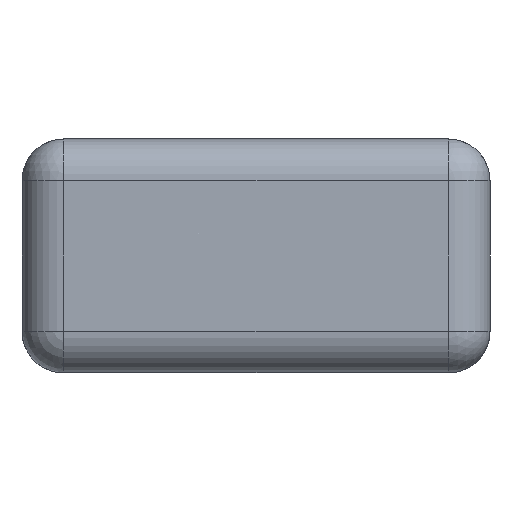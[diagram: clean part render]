
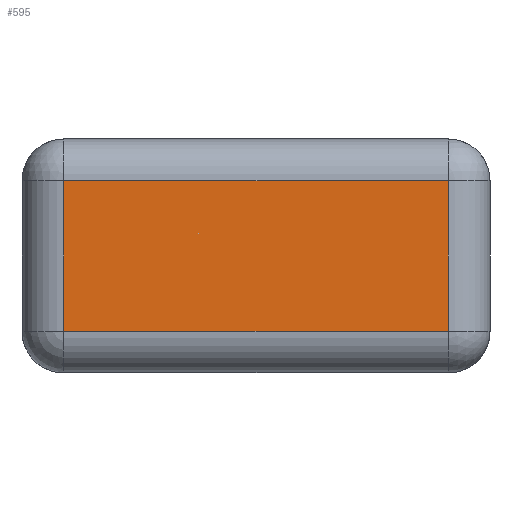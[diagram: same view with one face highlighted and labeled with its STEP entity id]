
A CAD part, front view. The second image highlights one B-rep face of the part: STEP entity #595.
In plain terms, the highlighted planar face has unit normal (0, -1, 0).
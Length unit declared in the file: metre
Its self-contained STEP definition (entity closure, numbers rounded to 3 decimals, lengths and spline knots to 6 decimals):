
#37=LINE('',#983,#79);
#38=LINE('',#986,#80);
#39=LINE('',#988,#81);
#40=LINE('',#990,#82);
#79=VECTOR('',#779,1.);
#80=VECTOR('',#780,1.);
#81=VECTOR('',#781,1.);
#82=VECTOR('',#782,1.);
#116=PLANE('',#662);
#154=ORIENTED_EDGE('',*,*,#310,.T.);
#155=ORIENTED_EDGE('',*,*,#311,.T.);
#156=ORIENTED_EDGE('',*,*,#312,.T.);
#157=ORIENTED_EDGE('',*,*,#313,.T.);
#310=EDGE_CURVE('',#389,#390,#37,.T.);
#311=EDGE_CURVE('',#390,#391,#38,.F.);
#312=EDGE_CURVE('',#391,#392,#39,.F.);
#313=EDGE_CURVE('',#392,#389,#40,.T.);
#389=VERTEX_POINT('',#984);
#390=VERTEX_POINT('',#985);
#391=VERTEX_POINT('',#987);
#392=VERTEX_POINT('',#989);
#463=EDGE_LOOP('',(#154,#155,#156,#157));
#521=FACE_BOUND('',#463,.T.);
#595=ADVANCED_FACE('',(#521),#116,.F.);
#662=AXIS2_PLACEMENT_3D('',#982,#777,#778);
#777=DIRECTION('',(0.,1.,0.));
#778=DIRECTION('',(-1.,0.,0.));
#779=DIRECTION('',(1.,0.,0.));
#780=DIRECTION('',(0.,0.,-1.));
#781=DIRECTION('',(1.,0.,0.));
#782=DIRECTION('',(0.,0.,-1.));
#982=CARTESIAN_POINT('',(-0.001582,-0.083757,0.014));
#983=CARTESIAN_POINT('',(-0.001582,-0.083757,0.0025));
#984=CARTESIAN_POINT('',(-0.013082,-0.083757,0.0025));
#985=CARTESIAN_POINT('',(0.009918,-0.083757,0.0025));
#986=CARTESIAN_POINT('',(0.009918,-0.083757,0.014));
#987=CARTESIAN_POINT('',(0.009918,-0.083757,0.0115));
#988=CARTESIAN_POINT('',(-0.015582,-0.083757,0.0115));
#989=CARTESIAN_POINT('',(-0.013082,-0.083757,0.0115));
#990=CARTESIAN_POINT('',(-0.013082,-0.083757,0.014));
